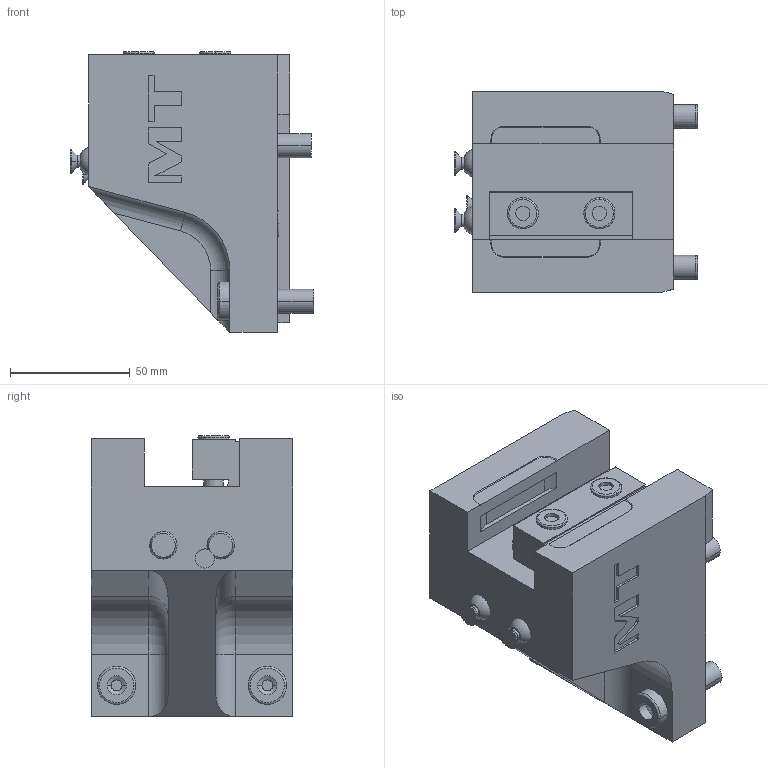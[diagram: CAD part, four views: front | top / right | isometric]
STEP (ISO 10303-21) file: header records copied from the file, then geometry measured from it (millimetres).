
FILE_DESCRIPTION((''),'2;1');
FILE_NAME('0532010_CONF','2023-06-30T11:22:23',('gvalli'),('M.T. srl'),'CREO PARAMETRIC BY PTC INC, 2021072','CREO PARAMETRIC BY PTC INC, 2021072','');
FILE_SCHEMA(('CONFIG_CONTROL_DESIGN'));
Length unit declared in the file: millimetre
Products named in the file (1): 0532010_CONF
Bounding box: 101.55 x 84 x 117.35 mm (x, y, z)
Volume: 516707.7 mm3; surface area: 54900.2 mm2
Topology: 1 solids, 1 shells, 201 faces, 494 edges, 320 vertices
Faces by surface type: plane 117, cylinder 50, torus 14, cone 14, extrusion 4, sphere 2
Entity records: 6040 total; most frequent: CARTESIAN_POINT 1122, DIRECTION 1025, ORIENTED_EDGE 988, EDGE_CURVE 494, AXIS2_PLACEMENT_3D 344, VECTOR 337, LINE 333, VERTEX_POINT 320
